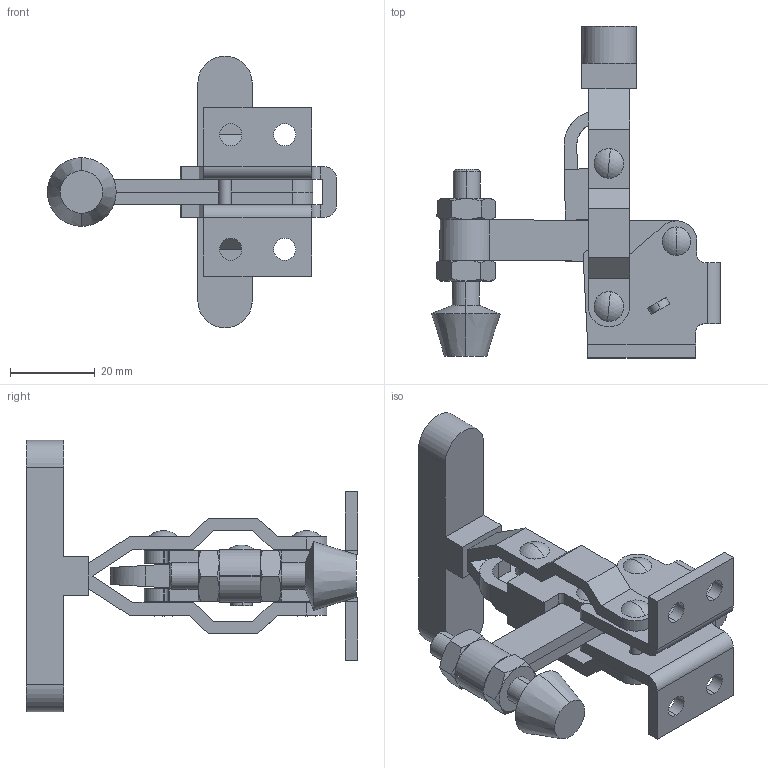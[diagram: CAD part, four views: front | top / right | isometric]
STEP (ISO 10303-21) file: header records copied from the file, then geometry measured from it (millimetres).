
FILE_DESCRIPTION (( 'STEP AP214' ), '1' );
FILE_NAME ('GH-12070(Â²¤Æ)-1.STEP', '2020-03-11T09:34:35', ( 'LinWei' ), ( '' ), 'SwSTEP 2.0', 'SolidWorks 2016', '' );
FILE_SCHEMA (( 'AUTOMOTIVE_DESIGN' ));
Length unit declared in the file: millimetre
Products named in the file (6): Group1^GH-12070(簡化)-1; GH-12070(簡化)-1; Group2^GH-12070(簡化)-1; Group3^GH-12070(簡化)-1; Group5^GH-12070(簡化)-1; 11205008-1^GH-12070(簡化)-1
Assembly tree (5 placements, depth 2):
  GH-12070(簡化)-1
    Group1^GH-12070(簡化)-1
    11205008-1^GH-12070(簡化)-1
    Group5^GH-12070(簡化)-1
    Group3^GH-12070(簡化)-1
    Group2^GH-12070(簡化)-1
Bounding box: 68.11 x 78.1 x 64 mm (x, y, z)
Volume: 27399.9 mm3; surface area: 18352.6 mm2
Topology: 5 solids, 5 shells, 229 faces, 593 edges, 388 vertices
Faces by surface type: plane 113, cylinder 90, cone 14, sphere 8, torus 4
Entity records: 7946 total; most frequent: CARTESIAN_POINT 1460, DIRECTION 1244, ORIENTED_EDGE 1186, EDGE_CURVE 593, AXIS2_PLACEMENT_3D 452, VERTEX_POINT 388, LINE 340, VECTOR 340
